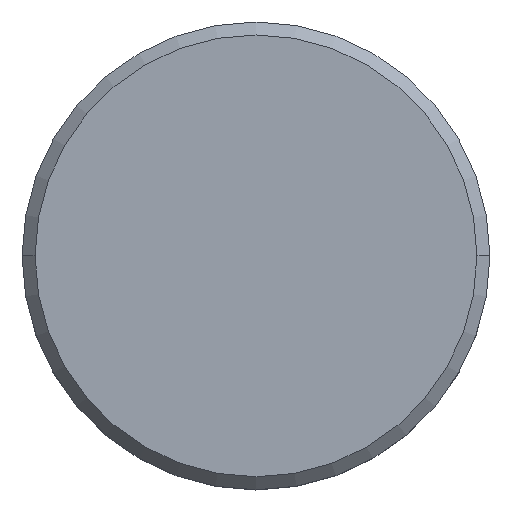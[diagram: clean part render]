
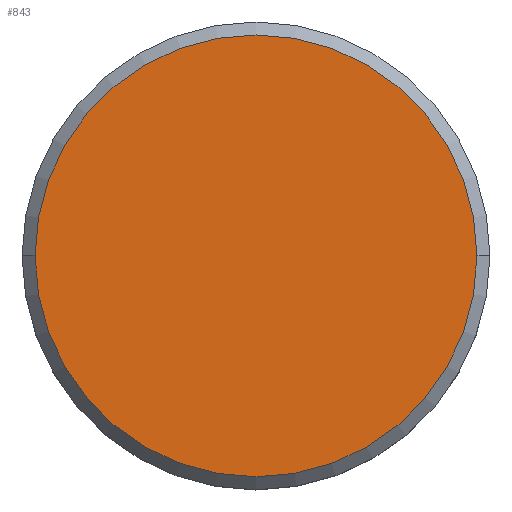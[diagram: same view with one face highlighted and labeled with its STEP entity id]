
A CAD part, top view. The second image highlights one B-rep face of the part: STEP entity #843.
In plain terms, the highlighted planar face has unit normal (0, 0, 1).
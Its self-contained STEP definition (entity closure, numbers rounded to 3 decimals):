
#49 = DIRECTION ( 'NONE',  ( 0., 0., 1. ) ) ;
#97 = VERTEX_POINT ( 'NONE', #866 ) ;
#193 = ORIENTED_EDGE ( 'NONE', *, *, #262, .T. ) ;
#208 = FACE_OUTER_BOUND ( 'NONE', #575, .T. ) ;
#216 = DIRECTION ( 'NONE',  ( 1., 0., 0. ) ) ;
#262 = EDGE_CURVE ( 'NONE', #97, #854, #799, .T. ) ;
#267 = CARTESIAN_POINT ( 'NONE',  ( 8.5, 0., 0. ) ) ;
#275 = DIRECTION ( 'NONE',  ( 1., 0., 0. ) ) ;
#370 = DIRECTION ( 'NONE',  ( 0., 0., 1. ) ) ;
#454 = AXIS2_PLACEMENT_3D ( 'NONE', #640, #961, #216 ) ;
#466 = CARTESIAN_POINT ( 'NONE',  ( 0., 0., 0. ) ) ;
#468 = ORIENTED_EDGE ( 'NONE', *, *, #538, .T. ) ;
#474 = AXIS2_PLACEMENT_3D ( 'NONE', #466, #49, #1033 ) ;
#507 = AXIS2_PLACEMENT_3D ( 'NONE', #857, #370, #275 ) ;
#538 = EDGE_CURVE ( 'NONE', #854, #97, #802, .T. ) ;
#575 = EDGE_LOOP ( 'NONE', ( #193, #468 ) ) ;
#640 = CARTESIAN_POINT ( 'NONE',  ( 0., 0., 0. ) ) ;
#799 = CIRCLE ( 'NONE', #454, 8.5 ) ;
#802 = CIRCLE ( 'NONE', #474, 8.5 ) ;
#843 = ADVANCED_FACE ( 'NONE', ( #208 ), #1006, .T. ) ;
#854 = VERTEX_POINT ( 'NONE', #267 ) ;
#857 = CARTESIAN_POINT ( 'NONE',  ( 0., 0., 0. ) ) ;
#866 = CARTESIAN_POINT ( 'NONE',  ( -8.5, 0., 0. ) ) ;
#961 = DIRECTION ( 'NONE',  ( 0., 0., 1. ) ) ;
#1006 = PLANE ( 'NONE',  #507 ) ;
#1033 = DIRECTION ( 'NONE',  ( 1., 0., 0. ) ) ;
